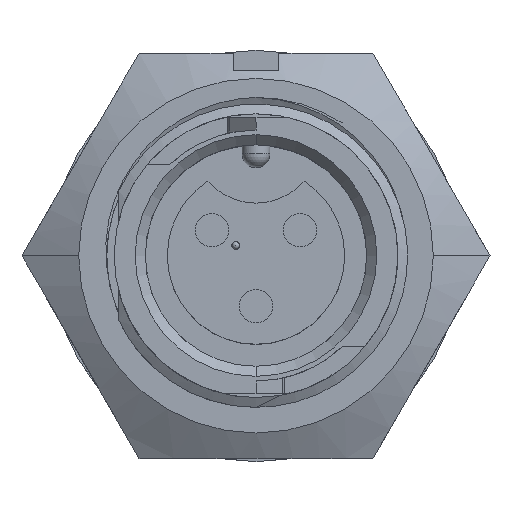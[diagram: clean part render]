
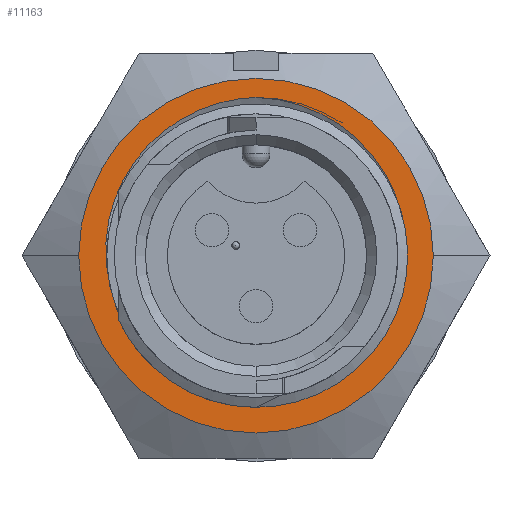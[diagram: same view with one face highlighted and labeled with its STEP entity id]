
A CAD part, top view. The second image highlights one B-rep face of the part: STEP entity #11163.
In plain terms, the highlighted planar face has unit normal (0, 0, 1).
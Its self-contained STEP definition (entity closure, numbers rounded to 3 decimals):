
#7 = CARTESIAN_POINT ( 'NONE',  ( 5.55, 5.413, -6.216 ) ) ;
#80 = CARTESIAN_POINT ( 'NONE',  ( 7.334, -1.47, -6.216 ) ) ;
#148 = CARTESIAN_POINT ( 'NONE',  ( 5.145, 5.822, -6.216 ) ) ;
#231 = DIRECTION ( 'NONE',  ( -1., 0., 0. ) ) ;
#322 = AXIS2_PLACEMENT_3D ( 'NONE', #5822, #8322, #6160 ) ;
#382 = PLANE ( 'NONE',  #7643 ) ;
#451 = CARTESIAN_POINT ( 'NONE',  ( -7.517, -0.343, -6.216 ) ) ;
#478 = DIRECTION ( 'NONE',  ( 0., 0., -1. ) ) ;
#523 = DIRECTION ( 'NONE',  ( 0., 0., -1. ) ) ;
#732 = CARTESIAN_POINT ( 'NONE',  ( 7.334, -1.47, -6.216 ) ) ;
#787 = EDGE_CURVE ( 'NONE', #3085, #5596, #12361, .T. ) ;
#942 = CARTESIAN_POINT ( 'NONE',  ( 7.475, 1.355, -6.216 ) ) ;
#1228 = CARTESIAN_POINT ( 'NONE',  ( 0.57, 7.904, -6.216 ) ) ;
#1852 = ORIENTED_EDGE ( 'NONE', *, *, #9504, .T. ) ;
#2536 = EDGE_LOOP ( 'NONE', ( #12791, #5333 ) ) ;
#2542 = CARTESIAN_POINT ( 'NONE',  ( -7.475, 1.358, -6.216 ) ) ;
#2764 = CARTESIAN_POINT ( 'NONE',  ( -3.795, 6.844, -6.216 ) ) ;
#2831 = CARTESIAN_POINT ( 'NONE',  ( -7.45, -0.91, -6.216 ) ) ;
#2945 = EDGE_CURVE ( 'NONE', #2978, #11472, #7961, .T. ) ;
#2978 = VERTEX_POINT ( 'NONE', #5466 ) ;
#3085 = VERTEX_POINT ( 'NONE', #12282 ) ;
#3313 = CARTESIAN_POINT ( 'NONE',  ( 2.774, 7.36, -6.216 ) ) ;
#3824 = CARTESIAN_POINT ( 'NONE',  ( -7.536, 0.794, -6.216 ) ) ;
#3894 = CARTESIAN_POINT ( 'NONE',  ( -7.334, -1.47, -6.216 ) ) ;
#4316 = CARTESIAN_POINT ( 'NONE',  ( 0., 7.938, -6.216 ) ) ;
#4606 = EDGE_CURVE ( 'NONE', #5596, #3085, #11778, .T. ) ;
#4904 = CARTESIAN_POINT ( 'NONE',  ( -6.251, 4.521, -6.216 ) ) ;
#4975 = CARTESIAN_POINT ( 'NONE',  ( -0.572, 7.92, -6.216 ) ) ;
#5045 = CARTESIAN_POINT ( 'NONE',  ( -5.552, 5.41, -6.216 ) ) ;
#5333 = ORIENTED_EDGE ( 'NONE', *, *, #787, .F. ) ;
#5401 = DIRECTION ( 'NONE',  ( 0., 0., -1. ) ) ;
#5466 = CARTESIAN_POINT ( 'NONE',  ( 0., 7.938, -6.216 ) ) ;
#5596 = VERTEX_POINT ( 'NONE', #8584 ) ;
#5822 = CARTESIAN_POINT ( 'NONE',  ( 0., 0., -6.216 ) ) ;
#5839 = CARTESIAN_POINT ( 'NONE',  ( -7.225, 2.475, -6.216 ) ) ;
#5909 = CARTESIAN_POINT ( 'NONE',  ( -1.142, 7.839, -6.216 ) ) ;
#5979 = CARTESIAN_POINT ( 'NONE',  ( -5.156, 5.813, -6.216 ) ) ;
#6054 = CARTESIAN_POINT ( 'NONE',  ( -2.248, 7.557, -6.216 ) ) ;
#6123 = CARTESIAN_POINT ( 'NONE',  ( 0., 7.938, -6.216 ) ) ;
#6160 = DIRECTION ( 'NONE',  ( 1., 0., 0. ) ) ;
#6370 = EDGE_CURVE ( 'NONE', #13335, #11472, #12930, .T. ) ;
#6551 = CARTESIAN_POINT ( 'NONE',  ( 7.532, -0.351, -6.216 ) ) ;
#6596 = ORIENTED_EDGE ( 'NONE', *, *, #2945, .T. ) ;
#6615 = CARTESIAN_POINT ( 'NONE',  ( 0.286, 7.929, -6.216 ) ) ;
#6756 = CARTESIAN_POINT ( 'NONE',  ( 6.255, 4.516, -6.216 ) ) ;
#7643 = AXIS2_PLACEMENT_3D ( 'NONE', #13456, #523, #231 ) ;
#7702 = CARTESIAN_POINT ( 'NONE',  ( 7.537, 0.781, -6.216 ) ) ;
#7766 = CARTESIAN_POINT ( 'NONE',  ( 3.795, 6.845, -6.216 ) ) ;
#7961 = B_SPLINE_CURVE_WITH_KNOTS ( 'NONE', 3,
 ( #4316, #6615, #1228, #13290, #10995, #12206, #3313, #7766, #9788, #148, #7, #6756, #8774, #12005, #13007, #942, #7702, #6551, #12138, #80 ),
 .UNSPECIFIED., .F., .F.,
 ( 4, 2, 2, 2, 2, 2, 2, 2, 2, 4 ),
 ( 0., 0.001, 0.002, 0.003, 0.005, 0.007, 0.009, 0.01, 0.012, 0.014 ),
 .UNSPECIFIED. ) ;
#8076 = CARTESIAN_POINT ( 'NONE',  ( -7.534, -0.057, -6.216 ) ) ;
#8284 = CARTESIAN_POINT ( 'NONE',  ( -7.04, 3.009, -6.216 ) ) ;
#8322 = DIRECTION ( 'NONE',  ( 0., 0., 1. ) ) ;
#8584 = CARTESIAN_POINT ( 'NONE',  ( -8.89, 0., -6.216 ) ) ;
#8600 = FACE_BOUND ( 'NONE', #10005, .T. ) ;
#8774 = CARTESIAN_POINT ( 'NONE',  ( 6.557, 4.028, -6.216 ) ) ;
#8806 = AXIS2_PLACEMENT_3D ( 'NONE', #13225, #5401, #14158 ) ;
#9179 = DIRECTION ( 'NONE',  ( -1., 0., 0. ) ) ;
#9504 = EDGE_CURVE ( 'NONE', #13335, #2978, #10053, .T. ) ;
#9788 = CARTESIAN_POINT ( 'NONE',  ( 4.269, 6.536, -6.216 ) ) ;
#10005 = EDGE_LOOP ( 'NONE', ( #1852, #6596, #12481 ) ) ;
#10053 = B_SPLINE_CURVE_WITH_KNOTS ( 'NONE', 3,
 ( #3894, #13740, #2831, #451, #8076, #3824, #2542, #5839, #8284, #12371, #4904, #5045, #5979, #12590, #2764, #11509, #6054, #5909, #4975, #6123 ),
 .UNSPECIFIED., .F., .F.,
 ( 4, 2, 2, 2, 2, 2, 2, 2, 2, 4 ),
 ( 0., 0.001, 0.002, 0.003, 0.005, 0.007, 0.009, 0.01, 0.012, 0.014 ),
 .UNSPECIFIED. ) ;
#10463 = CARTESIAN_POINT ( 'NONE',  ( -7.334, -1.47, -6.216 ) ) ;
#10995 = CARTESIAN_POINT ( 'NONE',  ( 1.417, 7.769, -6.216 ) ) ;
#11163 = ADVANCED_FACE ( 'NONE', ( #8600, #12973 ), #382, .F. ) ;
#11393 = CARTESIAN_POINT ( 'NONE',  ( 0., 0., -6.216 ) ) ;
#11455 = AXIS2_PLACEMENT_3D ( 'NONE', #11393, #478, #9179 ) ;
#11472 = VERTEX_POINT ( 'NONE', #732 ) ;
#11509 = CARTESIAN_POINT ( 'NONE',  ( -2.787, 7.354, -6.216 ) ) ;
#11778 = CIRCLE ( 'NONE', #8806, 8.89 ) ;
#12005 = CARTESIAN_POINT ( 'NONE',  ( 7.047, 2.994, -6.216 ) ) ;
#12138 = CARTESIAN_POINT ( 'NONE',  ( 7.466, -0.913, -6.216 ) ) ;
#12206 = CARTESIAN_POINT ( 'NONE',  ( 2.242, 7.558, -6.216 ) ) ;
#12282 = CARTESIAN_POINT ( 'NONE',  ( 8.89, 0., -6.216 ) ) ;
#12361 = CIRCLE ( 'NONE', #11455, 8.89 ) ;
#12371 = CARTESIAN_POINT ( 'NONE',  ( -6.555, 4.03, -6.216 ) ) ;
#12481 = ORIENTED_EDGE ( 'NONE', *, *, #6370, .F. ) ;
#12590 = CARTESIAN_POINT ( 'NONE',  ( -4.27, 6.536, -6.216 ) ) ;
#12791 = ORIENTED_EDGE ( 'NONE', *, *, #4606, .F. ) ;
#12930 = CIRCLE ( 'NONE', #322, 7.48 ) ;
#12973 = FACE_OUTER_BOUND ( 'NONE', #2536, .T. ) ;
#13007 = CARTESIAN_POINT ( 'NONE',  ( 7.23, 2.457, -6.216 ) ) ;
#13225 = CARTESIAN_POINT ( 'NONE',  ( 0., 0., -6.216 ) ) ;
#13290 = CARTESIAN_POINT ( 'NONE',  ( 1.136, 7.824, -6.216 ) ) ;
#13335 = VERTEX_POINT ( 'NONE', #10463 ) ;
#13456 = CARTESIAN_POINT ( 'NONE',  ( -5.866, -10.16, -6.216 ) ) ;
#13740 = CARTESIAN_POINT ( 'NONE',  ( -7.4, -1.192, -6.216 ) ) ;
#14158 = DIRECTION ( 'NONE',  ( -1., 0., 0. ) ) ;
